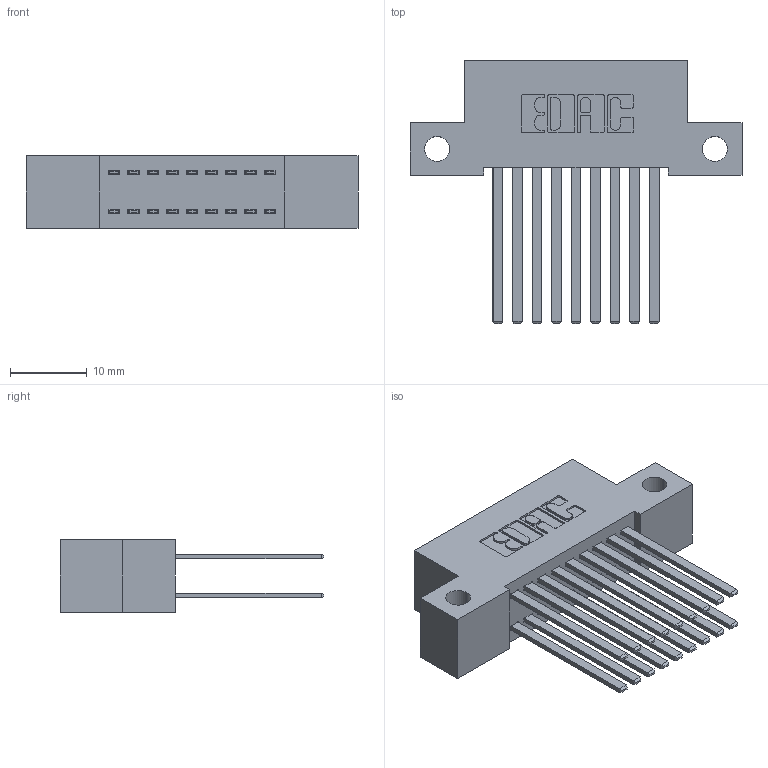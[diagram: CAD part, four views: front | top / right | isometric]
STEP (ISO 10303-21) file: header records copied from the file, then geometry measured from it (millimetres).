
FILE_DESCRIPTION (( 'STEP AP203' ), '1' );
FILE_NAME ('342-018-544-212.STEP', '2018-08-10T21:42:03', ( '' ), ( '' ), 'SwSTEP 2.0', 'SolidWorks 2016', '' );
FILE_SCHEMA (( 'CONFIG_CONTROL_DESIGN' ));
Length unit declared in the file: inch
Products named in the file (3): 342-018-544-212; 342 Part_Side Mount; 345-292-001_345-293-144
Assembly tree (19 placements, depth 2):
  342-018-544-212
    342 Part_Side Mount
    345-292-001_345-293-144  x18
Bounding box: 43.18 x 34.3 x 9.4 mm (x, y, z)
Volume: 3901.9 mm3; surface area: 6077.2 mm2
Topology: 19 solids, 19 shells, 938 faces, 2765 edges, 1818 vertices
Faces by surface type: plane 642, cylinder 296
Entity records: 9745 total; most frequent: CARTESIAN_POINT 1650, ORIENTED_EDGE 1586, DIRECTION 1465, EDGE_CURVE 793, VECTOR 669, LINE 669, VERTEX_POINT 526, AXIS2_PLACEMENT_3D 398
